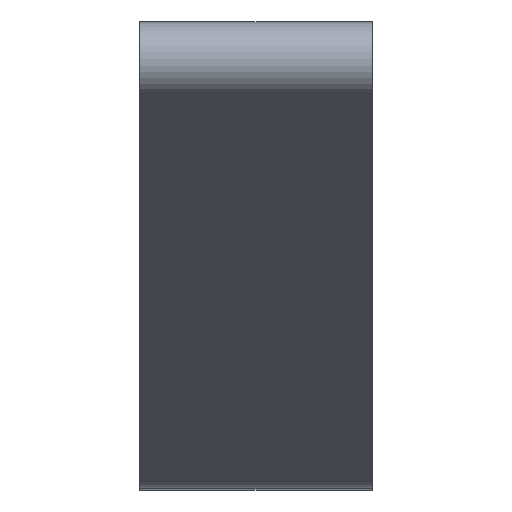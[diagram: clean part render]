
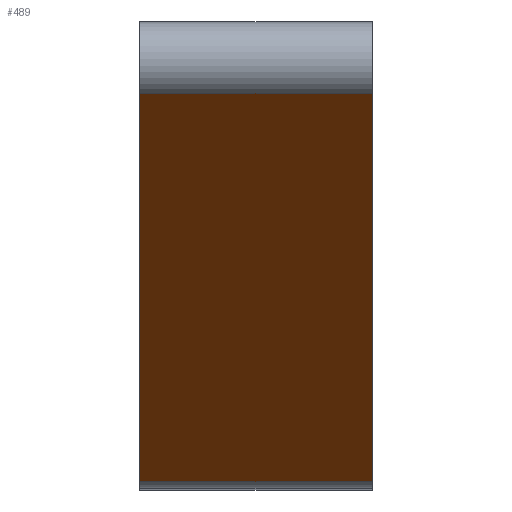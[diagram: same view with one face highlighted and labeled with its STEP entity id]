
A CAD part, top view. The second image highlights one B-rep face of the part: STEP entity #489.
In plain terms, the highlighted planar face has unit normal (0, -0.819, 0.574).
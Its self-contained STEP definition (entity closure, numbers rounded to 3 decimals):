
#96=DIRECTION('',(0.,-0.574,-0.819));
#97=VECTOR('',#96,13.808);
#98=CARTESIAN_POINT('',(0.,8.065,28.115));
#99=LINE('',#98,#97);
#156=DIRECTION('',(0.,0.574,0.819));
#157=VECTOR('',#156,13.808);
#158=CARTESIAN_POINT('',(4.76,0.145,16.804));
#159=LINE('',#158,#157);
#217=DIRECTION('',(1.,0.,0.));
#218=VECTOR('',#217,4.76);
#219=CARTESIAN_POINT('',(0.,8.065,28.115));
#220=LINE('',#219,#218);
#224=DIRECTION('',(1.,0.,0.));
#225=VECTOR('',#224,4.76);
#226=CARTESIAN_POINT('',(0.,0.145,16.804));
#227=LINE('',#226,#225);
#367=CARTESIAN_POINT('',(0.,8.065,28.115));
#368=CARTESIAN_POINT('',(0.,0.145,16.804));
#369=VERTEX_POINT('',#367);
#370=VERTEX_POINT('',#368);
#375=CARTESIAN_POINT('',(4.76,0.145,16.804));
#376=CARTESIAN_POINT('',(4.76,8.065,28.115));
#377=VERTEX_POINT('',#375);
#378=VERTEX_POINT('',#376);
#477=CARTESIAN_POINT('',(0.,0.,16.598));
#478=DIRECTION('',(0.,-0.819,0.574));
#479=DIRECTION('',(0.,0.574,0.819));
#480=AXIS2_PLACEMENT_3D('',#477,#478,#479);
#481=PLANE('',#480);
#482=ORIENTED_EDGE('',*,*,#400,.F.);
#484=ORIENTED_EDGE('',*,*,#483,.T.);
#485=ORIENTED_EDGE('',*,*,#456,.F.);
#486=ORIENTED_EDGE('',*,*,#444,.F.);
#487=EDGE_LOOP('',(#482,#484,#485,#486));
#488=FACE_OUTER_BOUND('',#487,.F.);
#400=EDGE_CURVE('',#369,#370,#99,.T.);
#444=EDGE_CURVE('',#370,#377,#227,.T.);
#456=EDGE_CURVE('',#377,#378,#159,.T.);
#483=EDGE_CURVE('',#369,#378,#220,.T.);
#489=ADVANCED_FACE('',(#488),#481,.T.);
